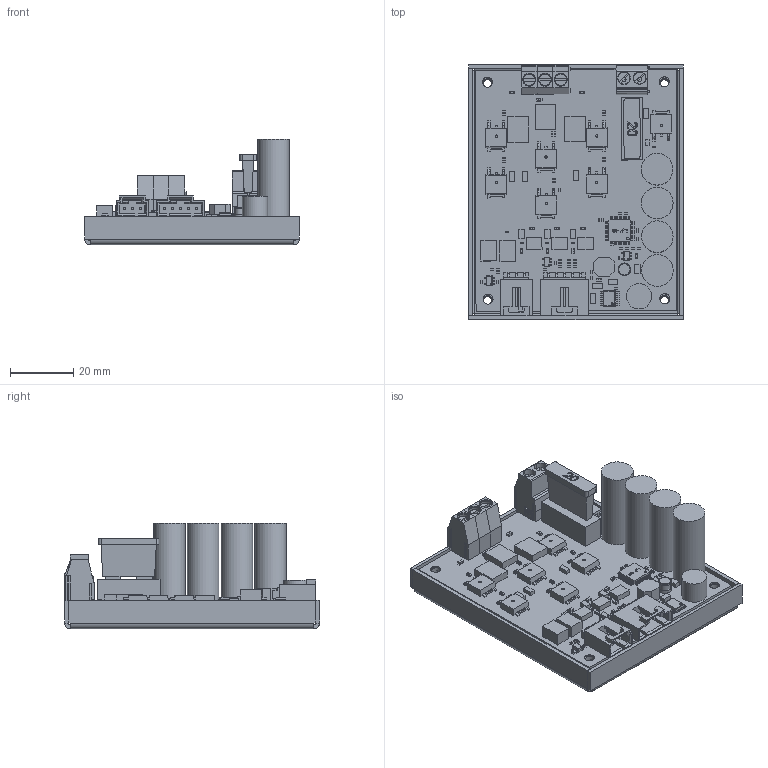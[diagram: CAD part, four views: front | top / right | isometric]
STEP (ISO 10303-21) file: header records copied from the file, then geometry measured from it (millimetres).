
FILE_DESCRIPTION(/* description */ ('Alibre Inc.'),/* implementation_level */ '2;1');
FILE_NAME(/* name */ 'export0',/* time_stamp */ '2018-01-19T08:37:57-07:00',/* author */ (''),/* organization */ (''),/* preprocessor_version */ 'ST-DEVELOPER v14',/* originating_system */ 'Alibre',/* authorisation */ '');
FILE_SCHEMA (('CONFIG_CONTROL_DESIGN'));
Length unit declared in the file: centimetre
Products named in the file (207): ID_1; ID_2; ID_3; ID_4; ID_5; ID_6; ID_7; ID_8; ID_9; ID_10; ID_11; ID_12; ID_13; ID_14; ID_15; ID_16; ID_17; ID_18; ID_19; ID_20; ID_21; ID_22; ID_23; ID_24; ID_25; ID_26; ID_27; ID_28; ID_29; ID_30; ID_31; ID_32; ID_33; ID_34; ID_35; ID_36; ID_37; ID_38; ID_39; ID_40 ...
Bounding box: 67.86 x 80.62 x 33.37 mm (x, y, z)
Volume: 32310.6 mm3; surface area: 40874.3 mm2
Topology: 276 solids, 276 shells, 3924 faces, 9523 edges, 6235 vertices
Faces by surface type: plane 3412, cylinder 445, bspline 27, cone 22, torus 18
Full cylindrical faces by diameter (mm): 0.965 x8, 1 x10, 1.067 x10, 1.575 x4, 1.6 x5, 1.778 x4, 3.175 x4, 3.556 x1, 4.064 x2, 4.22 x4, 8 x1, 10 x4
Entity records: 71763 total; most frequent: CARTESIAN_POINT 9845, ORIENTED_EDGE 7408, DIRECTION 7364, EDGE_CURVE 3704, VECTOR 3112, LINE 3112, AXIS2_PLACEMENT_3D 2718, PERSON_AND_ORGANIZATION 2434
